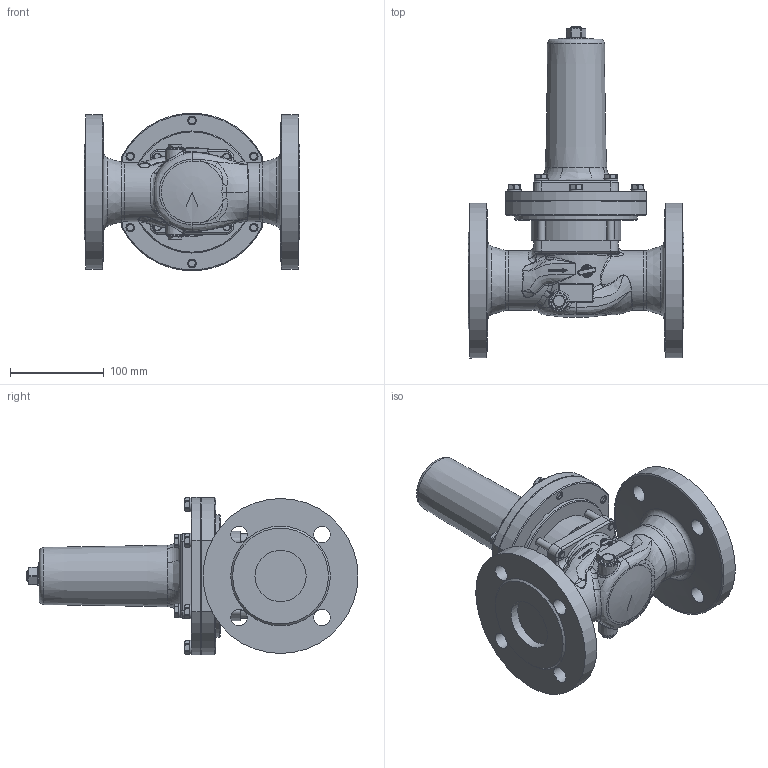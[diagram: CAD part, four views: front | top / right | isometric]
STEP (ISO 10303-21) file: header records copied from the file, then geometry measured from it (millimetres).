
FILE_DESCRIPTION(/* description */ (''),/* implementation_level */ '2;1');
FILE_NAME(/* name */ '085007.stp',/* time_stamp */ '2024-01-23T09:23:36+01:00',/* author */ ('gninka'),/* organization */ (''),/* preprocessor_version */ 'ST-DEVELOPER v19',/* originating_system */ 'Autodesk Inventor 2023',/* authorisation */ '');
FILE_SCHEMA (('AUTOMOTIVE_DESIGN { 1 0 10303 214 3 1 1 }'));
Products named in the file (1): 085007-56330.20240123_step
Bounding box: 230 x 353.57 x 167.39 mm (x, y, z)
Volume: 2979769.4 mm3; surface area: 256415.5 mm2
Topology: 1 solids, 1 shells, 995 faces, 2523 edges, 1573 vertices
Faces by surface type: cylinder 281, plane 277, bspline 267, cone 133, torus 35, sphere 2
Full cylindrical faces by diameter (mm): 3 x1, 8 x24, 8.2 x10, 8.5 x8, 10 x3, 12 x1, 18 x10, 20 x1, 54.5 x2, 63 x2, 95 x1, 130 x1, 165 x2
Entity records: 47963 total; most frequent: CARTESIAN_POINT 25897, ORIENTED_EDGE 5020, DIRECTION 4018, EDGE_CURVE 2510, AXIS2_PLACEMENT_3D 1640, VERTEX_POINT 1573, EDGE_LOOP 1101, FACE_OUTER_BOUND 995
